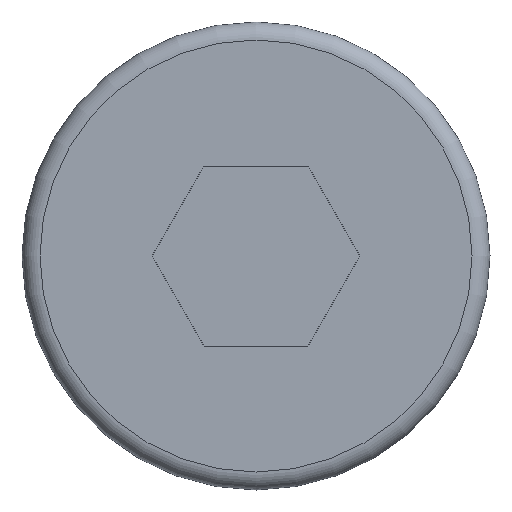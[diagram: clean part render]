
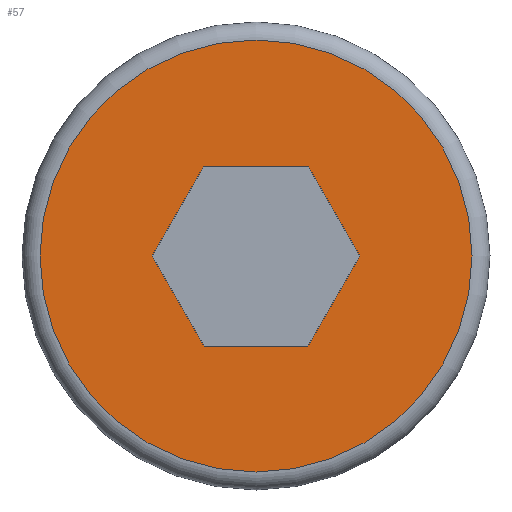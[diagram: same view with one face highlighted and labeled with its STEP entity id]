
A CAD part, left-side view. The second image highlights one B-rep face of the part: STEP entity #57.
In plain terms, the highlighted planar face has unit normal (-1, 0, 0).
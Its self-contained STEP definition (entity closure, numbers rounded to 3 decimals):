
#57 = ADVANCED_FACE( '', ( #126, #127 ), #128, .F. );
#126 = FACE_OUTER_BOUND( '', #209, .T. );
#127 = FACE_BOUND( '', #210, .T. );
#128 = PLANE( '', #211 );
#209 = EDGE_LOOP( '', ( #304 ) );
#210 = EDGE_LOOP( '', ( #305, #306, #307, #308, #309, #310 ) );
#211 = AXIS2_PLACEMENT_3D( '', #311, #312, #313 );
#304 = ORIENTED_EDGE( '', *, *, #432, .F. );
#305 = ORIENTED_EDGE( '', *, *, #433, .F. );
#306 = ORIENTED_EDGE( '', *, *, #434, .F. );
#307 = ORIENTED_EDGE( '', *, *, #435, .F. );
#308 = ORIENTED_EDGE( '', *, *, #427, .F. );
#309 = ORIENTED_EDGE( '', *, *, #436, .F. );
#310 = ORIENTED_EDGE( '', *, *, #410, .F. );
#311 = CARTESIAN_POINT( '', ( 0., 0., 0. ) );
#312 = DIRECTION( '', ( 1., 0., 0. ) );
#313 = DIRECTION( '', ( 0., 0., -1. ) );
#410 = EDGE_CURVE( '', #462, #463, #464, .T. );
#427 = EDGE_CURVE( '', #491, #492, #493, .T. );
#432 = EDGE_CURVE( '', #500, #500, #501, .T. );
#433 = EDGE_CURVE( '', #502, #462, #503, .T. );
#434 = EDGE_CURVE( '', #504, #502, #505, .T. );
#435 = EDGE_CURVE( '', #492, #504, #506, .T. );
#436 = EDGE_CURVE( '', #463, #491, #507, .T. );
#462 = VERTEX_POINT( '', #539 );
#463 = VERTEX_POINT( '', #540 );
#464 = LINE( '', #541, #542 );
#491 = VERTEX_POINT( '', #572 );
#492 = VERTEX_POINT( '', #573 );
#493 = LINE( '', #574, #575 );
#500 = VERTEX_POINT( '', #585 );
#501 = CIRCLE( '', #586, 12. );
#502 = VERTEX_POINT( '', #587 );
#503 = LINE( '', #588, #589 );
#504 = VERTEX_POINT( '', #590 );
#505 = LINE( '', #591, #592 );
#506 = LINE( '', #593, #594 );
#507 = LINE( '', #595, #596 );
#539 = CARTESIAN_POINT( '', ( 0., 2.887, 5. ) );
#540 = CARTESIAN_POINT( '', ( 0., 5.774, 0. ) );
#541 = CARTESIAN_POINT( '', ( 0., 4.33, 2.5 ) );
#542 = VECTOR( '', #633, 1000. );
#572 = CARTESIAN_POINT( '', ( 0., 2.887, -5. ) );
#573 = CARTESIAN_POINT( '', ( 0., -2.887, -5. ) );
#574 = CARTESIAN_POINT( '', ( 0., 0., -5. ) );
#575 = VECTOR( '', #661, 1000. );
#585 = CARTESIAN_POINT( '', ( 0., 0., -12. ) );
#586 = AXIS2_PLACEMENT_3D( '', #665, #666, #667 );
#587 = CARTESIAN_POINT( '', ( 0., -2.887, 5. ) );
#588 = CARTESIAN_POINT( '', ( 0., 0., 5. ) );
#589 = VECTOR( '', #668, 1000. );
#590 = CARTESIAN_POINT( '', ( 0., -5.774, 0. ) );
#591 = CARTESIAN_POINT( '', ( 0., -4.33, 2.5 ) );
#592 = VECTOR( '', #669, 1000. );
#593 = CARTESIAN_POINT( '', ( 0., -4.33, -2.5 ) );
#594 = VECTOR( '', #670, 1000. );
#595 = CARTESIAN_POINT( '', ( 0., 4.33, -2.5 ) );
#596 = VECTOR( '', #671, 1000. );
#633 = DIRECTION( '', ( 0., 0.5, -0.866 ) );
#661 = DIRECTION( '', ( 0., -1., 0. ) );
#665 = CARTESIAN_POINT( '', ( 0., 0., 0. ) );
#666 = DIRECTION( '', ( 1., 0., 0. ) );
#667 = DIRECTION( '', ( 0., 0., -1. ) );
#668 = DIRECTION( '', ( 0., 1., 0. ) );
#669 = DIRECTION( '', ( 0., 0.5, 0.866 ) );
#670 = DIRECTION( '', ( 0., -0.5, 0.866 ) );
#671 = DIRECTION( '', ( 0., -0.5, -0.866 ) );
